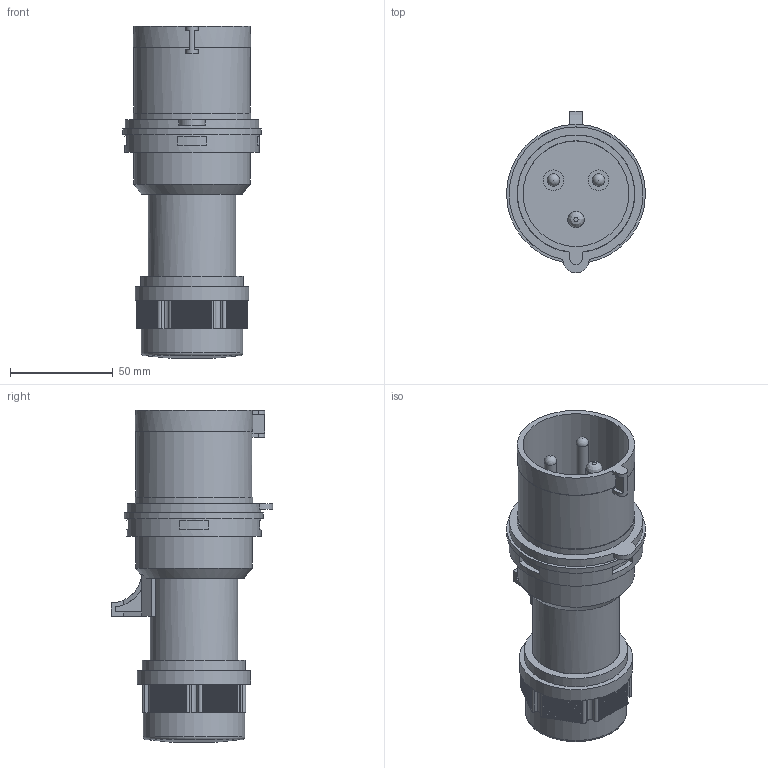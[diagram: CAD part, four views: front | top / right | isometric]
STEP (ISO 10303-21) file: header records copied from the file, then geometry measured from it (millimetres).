
FILE_DESCRIPTION(/* description */ (''),/* implementation_level */ '2;1');
FILE_NAME(/* name */ '蓝三芯大.stp',/* time_stamp */ '2024-07-28T12:57:09+08:00',/* author */ (''),/* organization */ (''),/* preprocessor_version */ 'ST-DEVELOPER v16',/* originating_system */ 'SIEMENS PLM Software NX 10.0',/* authorisation */ '');
FILE_SCHEMA (('AUTOMOTIVE_DESIGN { 1 0 10303 214 3 1 1 1 }'));
Length unit declared in the file: millimetre
Products named in the file (1): 蓝三芯大
Bounding box: 67.5 x 78.52 x 161.25 mm (x, y, z)
Volume: 207623 mm3; surface area: 58648.3 mm2
Topology: 8 solids, 8 shells, 467 faces, 1312 edges, 873 vertices
Faces by surface type: plane 411, cylinder 50, cone 2, sphere 2, torus 1, bspline 1
Full cylindrical faces by diameter (mm): 6 x4, 8 x1, 10 x2, 19.305 x1, 42.4 x1, 42.64 x1, 49.27 x1, 50.05 x1, 51.385 x1, 54.99 x1, 56.485 x1, 56.7 x1, 57.085 x1, 64.1 x1, 64.985 x1, 65.3 x1, 67.5 x1
Entity records: 14708 total; most frequent: CARTESIAN_POINT 2636, ORIENTED_EDGE 2544, DIRECTION 2334, EDGE_CURVE 1272, LINE 1138, VECTOR 1138, VERTEX_POINT 860, AXIS2_PLACEMENT_3D 598
